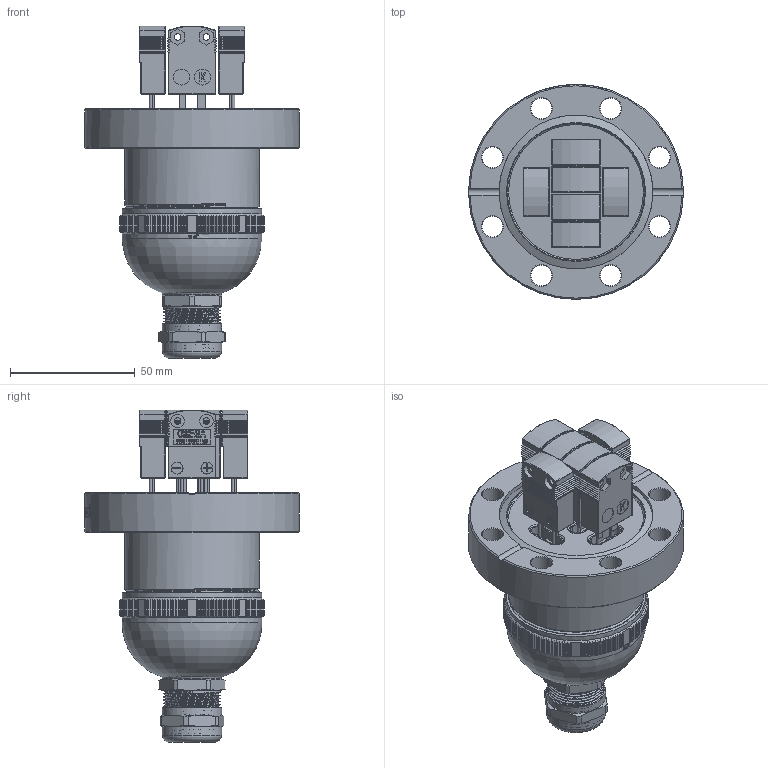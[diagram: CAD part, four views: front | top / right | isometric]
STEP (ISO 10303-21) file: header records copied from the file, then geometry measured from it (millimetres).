
FILE_DESCRIPTION (( 'STEP AP214' ), '1' );
FILE_NAME ('外发模型-Z-TC-CF50-1208K（带陶瓷插头+护线筒）.STEP', '2024-08-16T03:55:39', ( '' ), ( '' ), 'SwSTEP 2.0', 'SolidWorks 2020', '' );
FILE_SCHEMA (( 'AUTOMOTIVE_DESIGN' ));
Length unit declared in the file: millimetre
Products named in the file (16): 外发模型-TC-16464L35（TC插头）; 誘盄芠-CPC-M54D14-L50; 囀郋躇猾杶 10-14; 錨璃8^俋楷耀倰-TC-16464L35; NDL-L207-08K+; 誘盄芠蹟簽-LT14-PG16; 外发模型-Z-TC-CF50-1208K（带陶瓷插头+护线筒）; NDL-L207-08K-; 俋楷耀倰-TC-16464L35; SHX-K-F; 囀郋彶踡蛈 10-14; 誘盄芠俋褲-CPC-M54D14-L50; FL-CF50-D54; 俋楷耀倰-Z-TC-D54-1208K-2; FL-TC-D54-1208K-2; 誘盄芠囀郋-FTL14-M20NX
Assembly tree (23 placements, depth 5):
  外发模型-Z-TC-CF50-1208K（带陶瓷插头+护线筒）
    FL-CF50-D54
    俋楷耀倰-Z-TC-D54-1208K-2
      FL-TC-D54-1208K-2
      外发模型-TC-16464L35（TC插头）  x6
        俋楷耀倰-TC-16464L35
          錨璃8^俋楷耀倰-TC-16464L35
        NDL-L207-08K-
        NDL-L207-08K+
        SHX-K-F
      誘盄芠-CPC-M54D14-L50
        誘盄芠俋褲-CPC-M54D14-L50
        誘盄芠囀郋-FTL14-M20NX
          誘盄芠蹟簽-LT14-PG16
          囀郋躇猾杶 10-14
          囀郋彶踡蛈 10-14
Bounding box: 86 x 86 x 132.91 mm (x, y, z)
Volume: 148743.7 mm3; surface area: 101509.8 mm2
Topology: 48 solids, 48 shells, 5805 faces, 15760 edges, 10496 vertices
Faces by surface type: plane 4170, cylinder 977, bspline 458, sphere 120, cone 50, torus 30
Full cylindrical faces by diameter (mm): 1.27 x24, 1.3 x12, 2.6 x24, 4.6 x24, 4.8 x24, 5.4 x24, 5.5 x24, 6.4 x24, 8.4 x8, 14.2 x2, 14.5 x1, 17.4 x2, 19.2 x1, 19.3 x1, 19.7 x1, 20 x1, 23.7 x3, 50.5 x1, 52.5 x1, 54 x5, 54.5 x1, 56 x2, 61.6 x1, 86 x1
Entity records: 55303 total; most frequent: CARTESIAN_POINT 22870, ORIENTED_EDGE 7268, DIRECTION 5616, EDGE_CURVE 3634, VERTEX_POINT 2627, AXIS2_PLACEMENT_3D 1899, VECTOR 1818, LINE 1818
